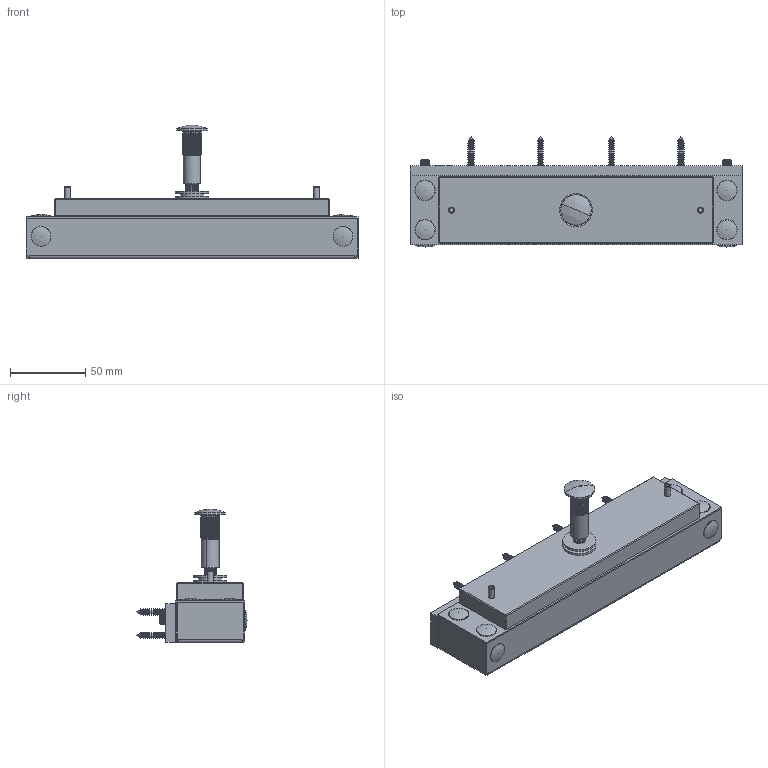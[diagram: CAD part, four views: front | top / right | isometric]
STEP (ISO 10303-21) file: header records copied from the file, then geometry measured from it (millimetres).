
FILE_DESCRIPTION (( 'STEP AP214' ), '1' );
FILE_NAME ('EXT400CTC.step', '2021-07-29T14:17:06', ( '' ), ( '' ), 'SwSTEP 2.0', 'SolidWorks 2020', '' );
FILE_SCHEMA (( 'AUTOMOTIVE_DESIGN' ));
Length unit declared in the file: millimetre
Products named in the file (25): Tapping screw DIN 7982-ST4.2x25-C-H-S-5; Tapping screw DIN 7982-ST4.2x25-C-H-S-1; ISO 4762 M6 x 40 --- 24S-2; FP0098-MUSHROOM NUT-1; Tapping screw DIN 7982-ST4.2x25-C-H-S-7; Tapping screw DIN 7982-ST4.2x25-C-H-S-6; PP0071-CAP-6; PP0071-CAP-2; EXT400CTC; Group2; FP0099-WASHER M8-2; FP0099-WASHER M8-1; Group1; PP0071-CAP-3; Tapping screw DIN 7982-ST4.2x25-C-H-S-4; Tapping screw DIN 7982-ST4.2x25-C-H-S-3; PP0071-CAP-4; FP0100-JOINT M8-1; PP0071-CAP-5; ISO 4762 M6 x 40 --- 24S-1; Tapping screw DIN 7982-ST4.2x25-C-H-S-8; PP0071-CAP-1; Tapping screw DIN 7982-ST4.2x25-C-H-S-2; FP0097-SCREW LOW PROFILE HEAD M8 x35-1; MP0372-TOP BRACKET-1
Assembly tree (24 placements, depth 2):
  EXT400CTC
    Group1
    Group2
    FP0099-WASHER M8-2
    PP0071-CAP-4
    PP0071-CAP-3
    PP0071-CAP-1
    FP0100-JOINT M8-1
    FP0097-SCREW LOW PROFILE HEAD M8 x35-1
    FP0099-WASHER M8-1
    PP0071-CAP-5
    PP0071-CAP-2
    PP0071-CAP-6
    FP0098-MUSHROOM NUT-1
    Tapping screw DIN 7982-ST4.2x25-C-H-S-1
    Tapping screw DIN 7982-ST4.2x25-C-H-S-2
    Tapping screw DIN 7982-ST4.2x25-C-H-S-4
    Tapping screw DIN 7982-ST4.2x25-C-H-S-3
    Tapping screw DIN 7982-ST4.2x25-C-H-S-7
    Tapping screw DIN 7982-ST4.2x25-C-H-S-6
    Tapping screw DIN 7982-ST4.2x25-C-H-S-5
    Tapping screw DIN 7982-ST4.2x25-C-H-S-8
    MP0372-TOP BRACKET-1
    ISO 4762 M6 x 40 --- 24S-1
    ISO 4762 M6 x 40 --- 24S-2
Bounding box: 220 x 73 x 88.7 mm (x, y, z)
Volume: 411300.7 mm3; surface area: 92529.7 mm2
Topology: 48 solids, 49 shells, 2020 faces, 4580 edges, 2647 vertices
Faces by surface type: cone 874, cylinder 717, plane 373, torus 48, sphere 8
Entity records: 59010 total; most frequent: CARTESIAN_POINT 10712, DIRECTION 10648, ORIENTED_EDGE 9068, EDGE_CURVE 4534, AXIS2_PLACEMENT_3D 4211, VERTEX_POINT 2635, VECTOR 2226, LINE 2226
